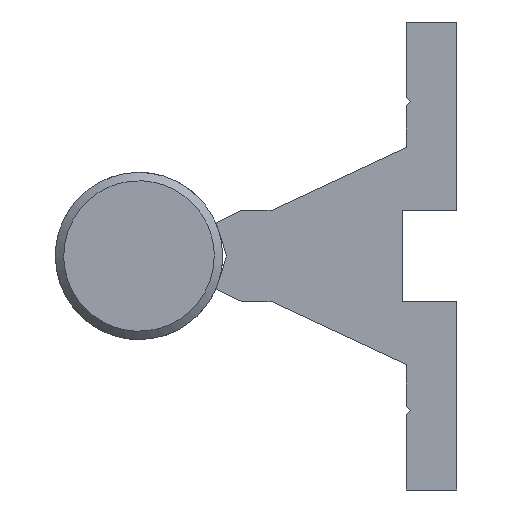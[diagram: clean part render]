
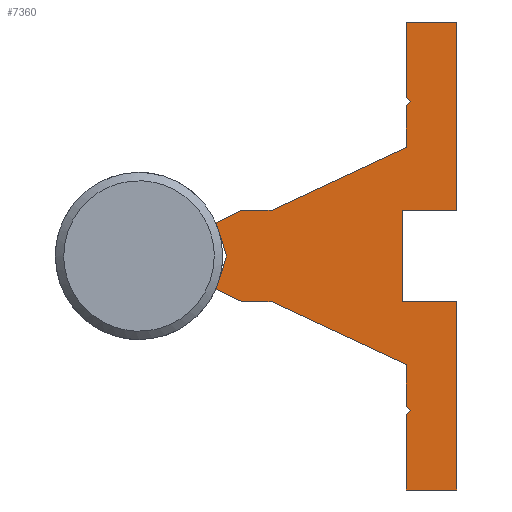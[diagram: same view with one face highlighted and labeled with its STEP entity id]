
A CAD part, left-side view. The second image highlights one B-rep face of the part: STEP entity #7360.
In plain terms, the highlighted free-form (B-spline) face has degree [1, 1] with [2, 2] control points.
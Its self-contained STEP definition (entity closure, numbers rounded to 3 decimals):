
#10 = CARTESIAN_POINT ('', (0., 5.5, -18.5));
#20 = VERTEX_POINT ('', #10);
#30 = CARTESIAN_POINT ('', (0., 6., -19.));
#40 = VERTEX_POINT ('', #30);
#50 = CARTESIAN_POINT ('', (0., 5.5, -18.5));
#60 = CARTESIAN_POINT ('', (0., 5.667, -18.667));
#70 = CARTESIAN_POINT ('', (0., 5.833, -18.833));
#80 = CARTESIAN_POINT ('', (0., 6., -19.));
#90 = B_SPLINE_CURVE_WITH_KNOTS ('', 3, (#50, #60, #70, #80), .UNSPECIFIED., .F., .U., (4, 4), (0., 1.), .UNSPECIFIED.);
#100 = EDGE_CURVE ('', #20, #40, #90, .T.);
#390 = CARTESIAN_POINT ('', (0., 6., -18.));
#400 = VERTEX_POINT ('', #390);
#410 = CARTESIAN_POINT ('', (0., 6., -18.));
#420 = CARTESIAN_POINT ('', (0., 5.833, -18.167));
#430 = CARTESIAN_POINT ('', (0., 5.667, -18.333));
#440 = CARTESIAN_POINT ('', (0., 5.5, -18.5));
#450 = B_SPLINE_CURVE_WITH_KNOTS ('', 3, (#410, #420, #430, #440), .UNSPECIFIED., .F., .U., (4, 4), (0., 1.), .UNSPECIFIED.);
#460 = EDGE_CURVE ('', #400, #20, #450, .T.);
#710 = CARTESIAN_POINT ('', (0., 6., -13.));
#720 = VERTEX_POINT ('', #710);
#730 = CARTESIAN_POINT ('', (0., 6., -18.));
#740 = CARTESIAN_POINT ('', (0., 6., -13.));
#750 = B_SPLINE_CURVE_WITH_KNOTS ('', 1, (#730, #740), .UNSPECIFIED., .F., .U., (2, 2), (0., 1.), .UNSPECIFIED.);
#760 = EDGE_CURVE ('', #400, #720, #750, .T.);
#990 = CARTESIAN_POINT ('', (0., 22.084, -5.5));
#1000 = VERTEX_POINT ('', #990);
#1010 = CARTESIAN_POINT ('', (0., 22.084, -5.5));
#1020 = CARTESIAN_POINT ('', (0., 16.723, -8.));
#1030 = CARTESIAN_POINT ('', (0., 11.361, -10.5));
#1040 = CARTESIAN_POINT ('', (0., 6., -13.));
#1050 = B_SPLINE_CURVE_WITH_KNOTS ('', 3, (#1010, #1020, #1030, #1040), .UNSPECIFIED., .F., .U., (4, 4), (0., 1.), .UNSPECIFIED.);
#1060 = EDGE_CURVE ('', #1000, #720, #1050, .T.);
#1310 = CARTESIAN_POINT ('', (0., 25.57, -5.5));
#1320 = VERTEX_POINT ('', #1310);
#1330 = CARTESIAN_POINT ('', (0., 25.57, -5.5));
#1340 = CARTESIAN_POINT ('', (0., 22.084, -5.5));
#1350 = B_SPLINE_CURVE_WITH_KNOTS ('', 1, (#1330, #1340), .UNSPECIFIED., .F., .U., (2, 2), (0., 1.), .UNSPECIFIED.);
#1360 = EDGE_CURVE ('', #1320, #1000, #1350, .T.);
#1590 = CARTESIAN_POINT ('', (0., 28.786, -4.));
#1600 = VERTEX_POINT ('', #1590);
#1610 = CARTESIAN_POINT ('', (0., 28.786, -4.));
#1620 = CARTESIAN_POINT ('', (0., 27.714, -4.5));
#1630 = CARTESIAN_POINT ('', (0., 26.642, -5.));
#1640 = CARTESIAN_POINT ('', (0., 25.57, -5.5));
#1650 = B_SPLINE_CURVE_WITH_KNOTS ('', 3, (#1610, #1620, #1630, #1640), .UNSPECIFIED., .F., .U., (4, 4), (0., 1.), .UNSPECIFIED.);
#1660 = EDGE_CURVE ('', #1600, #1320, #1650, .T.);
#1910 = CARTESIAN_POINT ('', (0., 27.525, 0.));
#1920 = VERTEX_POINT ('', #1910);
#1930 = CARTESIAN_POINT ('', (0., 27.525, 0.));
#1940 = CARTESIAN_POINT ('', (0., 27.946, -1.333));
#1950 = CARTESIAN_POINT ('', (0., 28.366, -2.667));
#1960 = CARTESIAN_POINT ('', (0., 28.786, -4.));
#1970 = B_SPLINE_CURVE_WITH_KNOTS ('', 3, (#1930, #1940, #1950, #1960), .UNSPECIFIED., .F., .U., (4, 4), (0., 1.), .UNSPECIFIED.);
#1980 = EDGE_CURVE ('', #1920, #1600, #1970, .T.);
#2230 = CARTESIAN_POINT ('', (0., 28.786, 4.));
#2240 = VERTEX_POINT ('', #2230);
#2250 = CARTESIAN_POINT ('', (0., 27.525, 0.));
#2260 = CARTESIAN_POINT ('', (0., 28.786, 4.));
#2270 = B_SPLINE_CURVE_WITH_KNOTS ('', 1, (#2250, #2260), .UNSPECIFIED., .F., .U., (2, 2), (0., 1.), .UNSPECIFIED.);
#2280 = EDGE_CURVE ('', #1920, #2240, #2270, .T.);
#2530 = CARTESIAN_POINT ('', (0., 25.57, 5.5));
#2540 = VERTEX_POINT ('', #2530);
#2550 = CARTESIAN_POINT ('', (0., 25.57, 5.5));
#2560 = CARTESIAN_POINT ('', (0., 26.642, 5.));
#2570 = CARTESIAN_POINT ('', (0., 27.714, 4.5));
#2580 = CARTESIAN_POINT ('', (0., 28.786, 4.));
#2590 = B_SPLINE_CURVE_WITH_KNOTS ('', 3, (#2550, #2560, #2570, #2580), .UNSPECIFIED., .F., .U., (4, 4), (0., 1.), .UNSPECIFIED.);
#2600 = EDGE_CURVE ('', #2540, #2240, #2590, .T.);
#2850 = CARTESIAN_POINT ('', (0., 22.084, 5.5));
#2860 = VERTEX_POINT ('', #2850);
#2870 = CARTESIAN_POINT ('', (0., 22.084, 5.5));
#2880 = CARTESIAN_POINT ('', (0., 25.57, 5.5));
#2890 = B_SPLINE_CURVE_WITH_KNOTS ('', 1, (#2870, #2880), .UNSPECIFIED., .F., .U., (2, 2), (0., 1.), .UNSPECIFIED.);
#2900 = EDGE_CURVE ('', #2860, #2540, #2890, .T.);
#3130 = CARTESIAN_POINT ('', (0., 6., 13.));
#3140 = VERTEX_POINT ('', #3130);
#3150 = CARTESIAN_POINT ('', (0., 22.084, 5.5));
#3160 = CARTESIAN_POINT ('', (0., 6., 13.));
#3170 = B_SPLINE_CURVE_WITH_KNOTS ('', 1, (#3150, #3160), .UNSPECIFIED., .F., .U., (2, 2), (0., 1.), .UNSPECIFIED.);
#3180 = EDGE_CURVE ('', #2860, #3140, #3170, .T.);
#3410 = CARTESIAN_POINT ('', (0., 6., 18.));
#3420 = VERTEX_POINT ('', #3410);
#3430 = CARTESIAN_POINT ('', (0., 6., 13.));
#3440 = CARTESIAN_POINT ('', (0., 6., 18.));
#3450 = B_SPLINE_CURVE_WITH_KNOTS ('', 1, (#3430, #3440), .UNSPECIFIED., .F., .U., (2, 2), (0., 1.), .UNSPECIFIED.);
#3460 = EDGE_CURVE ('', #3140, #3420, #3450, .T.);
#3690 = CARTESIAN_POINT ('', (0., 5.5, 18.5));
#3700 = VERTEX_POINT ('', #3690);
#3710 = CARTESIAN_POINT ('', (0., 5.5, 18.5));
#3720 = CARTESIAN_POINT ('', (0., 5.667, 18.333));
#3730 = CARTESIAN_POINT ('', (0., 5.833, 18.167));
#3740 = CARTESIAN_POINT ('', (0., 6., 18.));
#3750 = B_SPLINE_CURVE_WITH_KNOTS ('', 3, (#3710, #3720, #3730, #3740), .UNSPECIFIED., .F., .U., (4, 4), (0., 1.), .UNSPECIFIED.);
#3760 = EDGE_CURVE ('', #3700, #3420, #3750, .T.);
#4010 = CARTESIAN_POINT ('', (0., 6., 19.));
#4020 = VERTEX_POINT ('', #4010);
#4030 = CARTESIAN_POINT ('', (0., 5.5, 18.5));
#4040 = CARTESIAN_POINT ('', (0., 6., 19.));
#4050 = B_SPLINE_CURVE_WITH_KNOTS ('', 1, (#4030, #4040), .UNSPECIFIED., .F., .U., (2, 2), (0., 1.), .UNSPECIFIED.);
#4060 = EDGE_CURVE ('', #3700, #4020, #4050, .T.);
#4310 = CARTESIAN_POINT ('', (0., 6., 28.));
#4320 = VERTEX_POINT ('', #4310);
#4330 = CARTESIAN_POINT ('', (0., 6., 19.));
#4340 = CARTESIAN_POINT ('', (0., 6., 28.));
#4350 = B_SPLINE_CURVE_WITH_KNOTS ('', 1, (#4330, #4340), .UNSPECIFIED., .F., .U., (2, 2), (0., 1.), .UNSPECIFIED.);
#4360 = EDGE_CURVE ('', #4020, #4320, #4350, .T.);
#4590 = CARTESIAN_POINT ('', (0., 0., 28.));
#4600 = VERTEX_POINT ('', #4590);
#4610 = CARTESIAN_POINT ('', (0., 6., 28.));
#4620 = CARTESIAN_POINT ('', (0., 0., 28.));
#4630 = B_SPLINE_CURVE_WITH_KNOTS ('', 1, (#4610, #4620), .UNSPECIFIED., .F., .U., (2, 2), (0., 1.), .UNSPECIFIED.);
#4640 = EDGE_CURVE ('', #4320, #4600, #4630, .T.);
#4870 = CARTESIAN_POINT ('', (0., 0., 5.5));
#4880 = VERTEX_POINT ('', #4870);
#4890 = CARTESIAN_POINT ('', (0., 0., 28.));
#4900 = CARTESIAN_POINT ('', (0., 0., 5.5));
#4910 = B_SPLINE_CURVE_WITH_KNOTS ('', 1, (#4890, #4900), .UNSPECIFIED., .F., .U., (2, 2), (0., 1.), .UNSPECIFIED.);
#4920 = EDGE_CURVE ('', #4600, #4880, #4910, .T.);
#5150 = CARTESIAN_POINT ('', (0., 6.5, 5.5));
#5160 = VERTEX_POINT ('', #5150);
#5170 = CARTESIAN_POINT ('', (0., 6.5, 5.5));
#5180 = CARTESIAN_POINT ('', (0., 0., 5.5));
#5190 = B_SPLINE_CURVE_WITH_KNOTS ('', 1, (#5170, #5180), .UNSPECIFIED., .F., .U., (2, 2), (0., 1.), .UNSPECIFIED.);
#5200 = EDGE_CURVE ('', #5160, #4880, #5190, .T.);
#5430 = CARTESIAN_POINT ('', (0., 6.5, -5.5));
#5440 = VERTEX_POINT ('', #5430);
#5450 = CARTESIAN_POINT ('', (0., 6.5, -5.5));
#5460 = CARTESIAN_POINT ('', (0., 6.5, 5.5));
#5470 = B_SPLINE_CURVE_WITH_KNOTS ('', 1, (#5450, #5460), .UNSPECIFIED., .F., .U., (2, 2), (0., 1.), .UNSPECIFIED.);
#5480 = EDGE_CURVE ('', #5440, #5160, #5470, .T.);
#5710 = CARTESIAN_POINT ('', (0., 0., -5.5));
#5720 = VERTEX_POINT ('', #5710);
#5730 = CARTESIAN_POINT ('', (0., 0., -5.5));
#5740 = CARTESIAN_POINT ('', (0., 6.5, -5.5));
#5750 = B_SPLINE_CURVE_WITH_KNOTS ('', 1, (#5730, #5740), .UNSPECIFIED., .F., .U., (2, 2), (0., 1.), .UNSPECIFIED.);
#5760 = EDGE_CURVE ('', #5720, #5440, #5750, .T.);
#5990 = CARTESIAN_POINT ('', (0., 0., -28.));
#6000 = VERTEX_POINT ('', #5990);
#6010 = CARTESIAN_POINT ('', (0., 0., -5.5));
#6020 = CARTESIAN_POINT ('', (0., 0., -28.));
#6030 = B_SPLINE_CURVE_WITH_KNOTS ('', 1, (#6010, #6020), .UNSPECIFIED., .F., .U., (2, 2), (0., 1.), .UNSPECIFIED.);
#6040 = EDGE_CURVE ('', #5720, #6000, #6030, .T.);
#6270 = CARTESIAN_POINT ('', (0., 6., -28.));
#6280 = VERTEX_POINT ('', #6270);
#6290 = CARTESIAN_POINT ('', (0., 0., -28.));
#6300 = CARTESIAN_POINT ('', (0., 6., -28.));
#6310 = B_SPLINE_CURVE_WITH_KNOTS ('', 1, (#6290, #6300), .UNSPECIFIED., .F., .U., (2, 2), (0., 1.), .UNSPECIFIED.);
#6320 = EDGE_CURVE ('', #6000, #6280, #6310, .T.);
#6550 = CARTESIAN_POINT ('', (0., 6., -28.));
#6560 = CARTESIAN_POINT ('', (0., 6., -19.));
#6570 = B_SPLINE_CURVE_WITH_KNOTS ('', 1, (#6550, #6560), .UNSPECIFIED., .F., .U., (2, 2), (0., 1.), .UNSPECIFIED.);
#6580 = EDGE_CURVE ('', #6280, #40, #6570, .T.);
#7060 = ORIENTED_EDGE ('', *, *, #5480, .T.);
#7070 = ORIENTED_EDGE ('', *, *, #5200, .T.);
#7080 = ORIENTED_EDGE ('', *, *, #4920, .F.);
#7090 = ORIENTED_EDGE ('', *, *, #4640, .F.);
#7100 = ORIENTED_EDGE ('', *, *, #4360, .F.);
#7110 = ORIENTED_EDGE ('', *, *, #4060, .F.);
#7120 = ORIENTED_EDGE ('', *, *, #3760, .T.);
#7130 = ORIENTED_EDGE ('', *, *, #3460, .F.);
#7140 = ORIENTED_EDGE ('', *, *, #3180, .F.);
#7150 = ORIENTED_EDGE ('', *, *, #2900, .T.);
#7160 = ORIENTED_EDGE ('', *, *, #2600, .T.);
#7170 = ORIENTED_EDGE ('', *, *, #2280, .F.);
#7180 = ORIENTED_EDGE ('', *, *, #1980, .T.);
#7190 = ORIENTED_EDGE ('', *, *, #1660, .T.);
#7200 = ORIENTED_EDGE ('', *, *, #1360, .T.);
#7210 = ORIENTED_EDGE ('', *, *, #1060, .T.);
#7220 = ORIENTED_EDGE ('', *, *, #760, .F.);
#7230 = ORIENTED_EDGE ('', *, *, #460, .T.);
#7240 = ORIENTED_EDGE ('', *, *, #100, .T.);
#7250 = ORIENTED_EDGE ('', *, *, #6580, .F.);
#7260 = ORIENTED_EDGE ('', *, *, #6320, .F.);
#7270 = ORIENTED_EDGE ('', *, *, #6040, .F.);
#7280 = ORIENTED_EDGE ('', *, *, #5760, .T.);
#7290 = EDGE_LOOP ('', (#7060, #7070, #7080, #7090, #7100, #7110, #7120, #7130, #7140, #7150, #7160, #7170, #7180, #7190, #7200, #7210, #7220, #7230, #7240, #7250, #7260, #7270, #7280));
#7300 = FACE_OUTER_BOUND ('', #7290, .T.);
#7310 = CARTESIAN_POINT ('', (0., 0., -28.));
#7320 = CARTESIAN_POINT ('', (0., 28.959, -28.));
#7330 = CARTESIAN_POINT ('', (0., 0., 28.));
#7340 = CARTESIAN_POINT ('', (0., 28.959, 28.));
#7350 = B_SPLINE_SURFACE_WITH_KNOTS ('', 1, 1, ((#7310, #7320), (#7330, #7340)), .UNSPECIFIED., .F., .F., .U., (2, 2), (2, 2), (0., 1.), (0., 1.), .UNSPECIFIED.);
#7360 = ADVANCED_FACE ('', (#7300), #7350, .T.);
